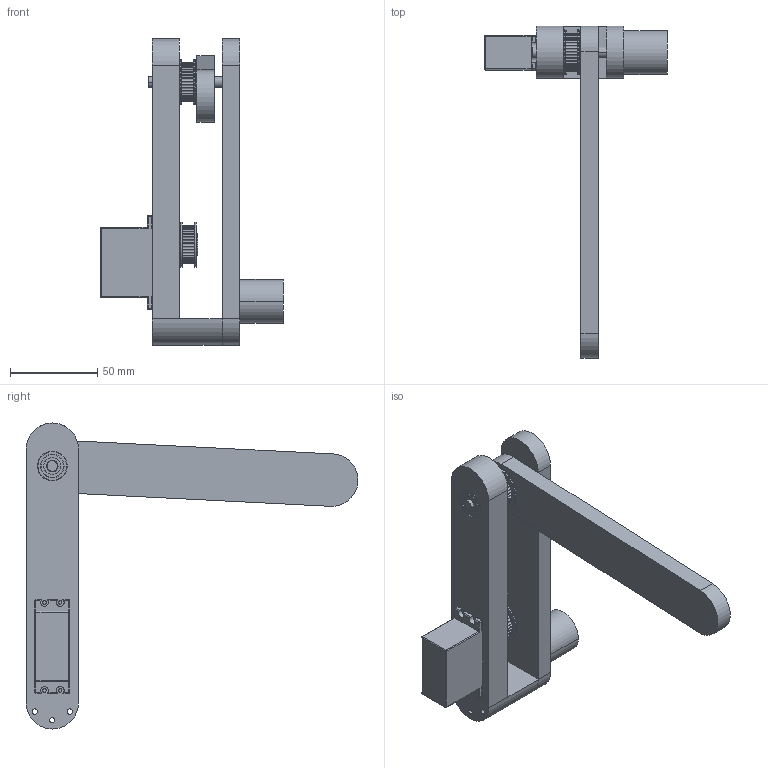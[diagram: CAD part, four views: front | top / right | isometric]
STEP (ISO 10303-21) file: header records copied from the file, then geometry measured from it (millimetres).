
FILE_DESCRIPTION((''),'2;1');
FILE_NAME('LEG_2_ASM','2023-07-07T00:18:04',('Lenovo'),(''),'CREO PARAMETRIC BY PTC INC, 2022073','CREO PARAMETRIC BY PTC INC, 2022073','');
FILE_SCHEMA(('CONFIG_CONTROL_DESIGN'));
Length unit declared in the file: millimetre
Products named in the file (8): INNER_FEMUR; OUTER_FEMUR; 17MM_BEARING; SERVO; PULLEY; PULLEY_AND_SERVO_ASM; TIBIA_1; LEG_2_ASM
Assembly tree (7 placements, depth 3):
  LEG_2_ASM
    INNER_FEMUR
    OUTER_FEMUR
    17MM_BEARING
    PULLEY_AND_SERVO_ASM
      SERVO
      PULLEY
    TIBIA_1
Bounding box: 104.6 x 189.81 x 175 mm (x, y, z)
Volume: 230493 mm3; surface area: 66493.8 mm2
Topology: 15 solids, 15 shells, 710 faces, 2039 edges, 1346 vertices
Faces by surface type: cylinder 391, plane 200, sphere 50, cone 36, torus 29, bspline 4
Entity records: 24912 total; most frequent: CARTESIAN_POINT 5292, DIRECTION 4529, ORIENTED_EDGE 3978, EDGE_CURVE 1989, AXIS2_PLACEMENT_3D 1884, VERTEX_POINT 1346, CIRCLE 1161, EDGE_LOOP 775
